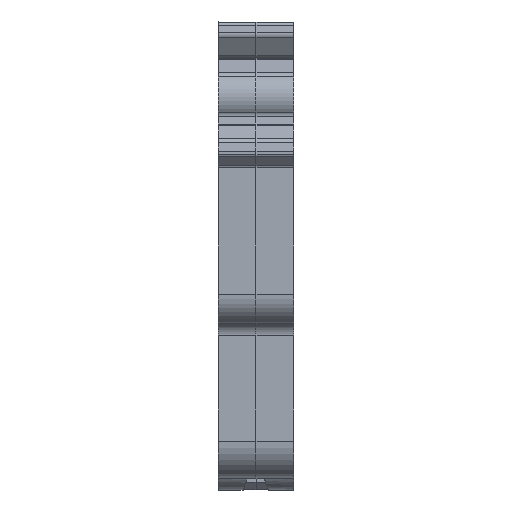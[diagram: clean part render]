
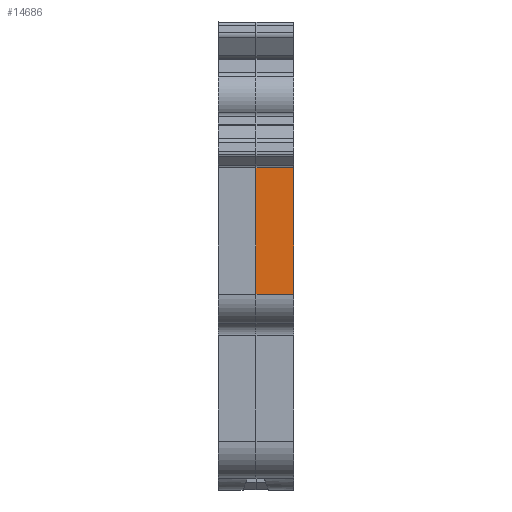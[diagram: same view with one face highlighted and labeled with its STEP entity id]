
A CAD part, left-side view. The second image highlights one B-rep face of the part: STEP entity #14686.
In plain terms, the highlighted face is planar.
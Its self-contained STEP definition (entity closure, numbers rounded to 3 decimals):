
#20 = VECTOR ( 'NONE', #17924, 1000. ) ;
#151 = LINE ( 'NONE', #13643, #11238 ) ;
#281 = EDGE_LOOP ( 'NONE', ( #13192, #14903, #392, #19080 ) ) ;
#392 = ORIENTED_EDGE ( 'NONE', *, *, #7809, .T. ) ;
#1362 = VERTEX_POINT ( 'NONE', #17960 ) ;
#1576 = DIRECTION ( 'NONE',  ( 1., 0., 0. ) ) ;
#1686 = CARTESIAN_POINT ( 'NONE',  ( 3., 9.673, 8.093 ) ) ;
#3242 = DIRECTION ( 'NONE',  ( -1., 0., 0. ) ) ;
#3306 = DIRECTION ( 'NONE',  ( -1., 0., 0. ) ) ;
#3386 = PLANE ( 'NONE',  #17493 ) ;
#3532 = LINE ( 'NONE', #15806, #12744 ) ;
#4262 = VERTEX_POINT ( 'NONE', #19044 ) ;
#4485 = VECTOR ( 'NONE', #3306, 1000. ) ;
#4630 = EDGE_CURVE ( 'NONE', #1362, #4262, #3532, .T. ) ;
#7809 = EDGE_CURVE ( 'NONE', #12023, #4262, #16716, .T. ) ;
#7923 = DIRECTION ( 'NONE',  ( 0., 1., 0. ) ) ;
#9436 = CARTESIAN_POINT ( 'NONE',  ( 6., 9.673, 8.093 ) ) ;
#9559 = VERTEX_POINT ( 'NONE', #1686 ) ;
#9997 = EDGE_CURVE ( 'NONE', #9559, #1362, #151, .T. ) ;
#10623 = LINE ( 'NONE', #18298, #4485 ) ;
#10747 = FACE_OUTER_BOUND ( 'NONE', #281, .T. ) ;
#11238 = VECTOR ( 'NONE', #16869, 1000. ) ;
#11733 = EDGE_CURVE ( 'NONE', #9559, #12023, #10623, .T. ) ;
#11783 = CARTESIAN_POINT ( 'NONE',  ( 0., 9.673, 18.197 ) ) ;
#12023 = VERTEX_POINT ( 'NONE', #14858 ) ;
#12744 = VECTOR ( 'NONE', #3242, 1000. ) ;
#13192 = ORIENTED_EDGE ( 'NONE', *, *, #9997, .F. ) ;
#13643 = CARTESIAN_POINT ( 'NONE',  ( 3., 9.673, 8.093 ) ) ;
#14686 = ADVANCED_FACE ( 'NONE', ( #10747 ), #3386, .T. ) ;
#14858 = CARTESIAN_POINT ( 'NONE',  ( 0., 9.673, 8.093 ) ) ;
#14903 = ORIENTED_EDGE ( 'NONE', *, *, #11733, .T. ) ;
#15806 = CARTESIAN_POINT ( 'NONE',  ( 6., 9.673, 18.197 ) ) ;
#16716 = LINE ( 'NONE', #11783, #20 ) ;
#16869 = DIRECTION ( 'NONE',  ( 0., 0., 1. ) ) ;
#17493 = AXIS2_PLACEMENT_3D ( 'NONE', #9436, #7923, #1576 ) ;
#17924 = DIRECTION ( 'NONE',  ( 0., 0., 1. ) ) ;
#17960 = CARTESIAN_POINT ( 'NONE',  ( 3., 9.673, 18.197 ) ) ;
#18298 = CARTESIAN_POINT ( 'NONE',  ( 6., 9.673, 8.093 ) ) ;
#19044 = CARTESIAN_POINT ( 'NONE',  ( 0., 9.673, 18.197 ) ) ;
#19080 = ORIENTED_EDGE ( 'NONE', *, *, #4630, .F. ) ;
